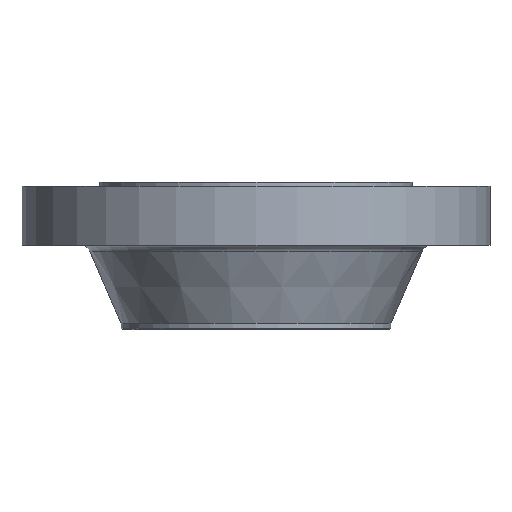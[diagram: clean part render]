
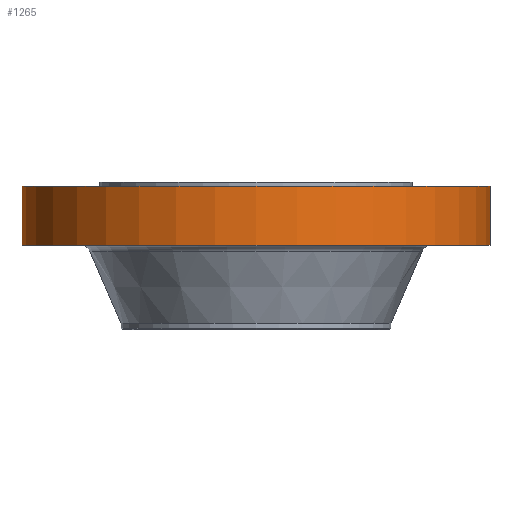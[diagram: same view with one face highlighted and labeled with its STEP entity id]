
A CAD part, front view. The second image highlights one B-rep face of the part: STEP entity #1265.
In plain terms, the highlighted cylindrical face has radius 352.425 mm (diameter 704.85 mm), a partial arc.
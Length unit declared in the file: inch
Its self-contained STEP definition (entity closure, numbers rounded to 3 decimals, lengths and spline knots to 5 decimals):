
#89 = ORIENTED_EDGE ( 'NONE', *, *, #1223, .F. ) ;
#169 = VERTEX_POINT ( 'NONE', #1434 ) ;
#172 = CARTESIAN_POINT ( 'NONE',  ( 0., 0., 0. ) ) ;
#186 = ORIENTED_EDGE ( 'NONE', *, *, #610, .F. ) ;
#252 = DIRECTION ( 'NONE',  ( 0., 0., 1. ) ) ;
#303 = DIRECTION ( 'NONE',  ( 0., 0., 1. ) ) ;
#317 = CARTESIAN_POINT ( 'NONE',  ( 13.875, 0., 0. ) ) ;
#346 = CIRCLE ( 'NONE', #1445, 13.875 ) ;
#371 = VERTEX_POINT ( 'NONE', #1414 ) ;
#374 = AXIS2_PLACEMENT_3D ( 'NONE', #2025, #492, #1870 ) ;
#492 = DIRECTION ( 'NONE',  ( 0., 0., 1. ) ) ;
#610 = EDGE_CURVE ( 'NONE', #169, #371, #761, .T. ) ;
#656 = DIRECTION ( 'NONE',  ( 1., 0., 0. ) ) ;
#665 = DIRECTION ( 'NONE',  ( 0., 0., 1. ) ) ;
#741 = VECTOR ( 'NONE', #303, 39.37008 ) ;
#759 = ORIENTED_EDGE ( 'NONE', *, *, #1842, .T. ) ;
#761 = LINE ( 'NONE', #1240, #1202 ) ;
#790 = FACE_OUTER_BOUND ( 'NONE', #1516, .T. ) ;
#816 = CARTESIAN_POINT ( 'NONE',  ( 0., 0., -3.75 ) ) ;
#1023 = CARTESIAN_POINT ( 'NONE',  ( 13.875, 0., -0.25 ) ) ;
#1100 = VERTEX_POINT ( 'NONE', #1477 ) ;
#1202 = VECTOR ( 'NONE', #252, 39.37008 ) ;
#1223 = EDGE_CURVE ( 'NONE', #371, #1974, #1232, .T. ) ;
#1232 = CIRCLE ( 'NONE', #374, 13.875 ) ;
#1240 = CARTESIAN_POINT ( 'NONE',  ( -13.875, 0., 0. ) ) ;
#1265 = ADVANCED_FACE ( 'NONE', ( #790 ), #1590, .T. ) ;
#1414 = CARTESIAN_POINT ( 'NONE',  ( -13.875, 0., -0.25 ) ) ;
#1434 = CARTESIAN_POINT ( 'NONE',  ( -13.875, 0., -3.75 ) ) ;
#1438 = DIRECTION ( 'NONE',  ( 0., 0., 1. ) ) ;
#1445 = AXIS2_PLACEMENT_3D ( 'NONE', #816, #665, #656 ) ;
#1477 = CARTESIAN_POINT ( 'NONE',  ( 13.875, 0., -3.75 ) ) ;
#1516 = EDGE_LOOP ( 'NONE', ( #186, #759, #1980, #89 ) ) ;
#1551 = DIRECTION ( 'NONE',  ( 1., 0., 0. ) ) ;
#1580 = EDGE_CURVE ( 'NONE', #1100, #1974, #2034, .T. ) ;
#1590 = CYLINDRICAL_SURFACE ( 'NONE', #1672, 13.875 ) ;
#1672 = AXIS2_PLACEMENT_3D ( 'NONE', #172, #1438, #1551 ) ;
#1842 = EDGE_CURVE ( 'NONE', #169, #1100, #346, .T. ) ;
#1870 = DIRECTION ( 'NONE',  ( 1., 0., 0. ) ) ;
#1974 = VERTEX_POINT ( 'NONE', #1023 ) ;
#1980 = ORIENTED_EDGE ( 'NONE', *, *, #1580, .T. ) ;
#2025 = CARTESIAN_POINT ( 'NONE',  ( 0., 0., -0.25 ) ) ;
#2034 = LINE ( 'NONE', #317, #741 ) ;
